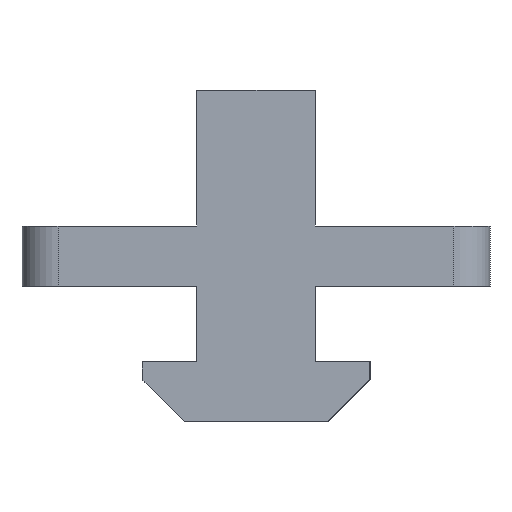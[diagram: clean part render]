
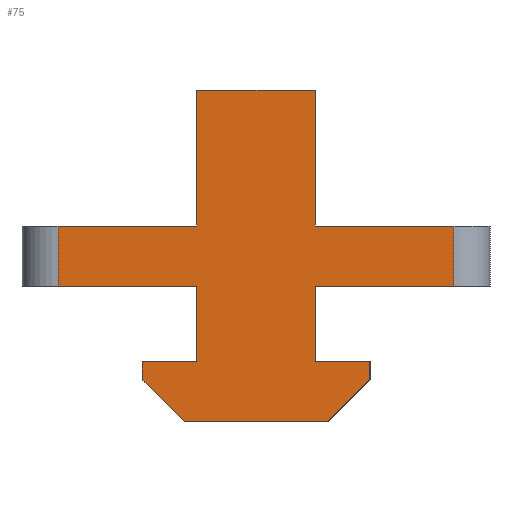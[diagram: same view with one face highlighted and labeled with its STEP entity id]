
A CAD part, left-side view. The second image highlights one B-rep face of the part: STEP entity #75.
In plain terms, the highlighted planar face has unit normal (-1, 0, 0).
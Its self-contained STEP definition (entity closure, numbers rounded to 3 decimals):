
#75=ADVANCED_FACE('',(#190),#191,.F.);
#190=FACE_OUTER_BOUND('',#354,.T.);
#191=PLANE('',#355);
#354=EDGE_LOOP('',(#518,#519,#520,#521,#522,#523,#524,#525,#526,#527,#528,#529,#530,#531,#532,#533,#534,#535));
#355=AXIS2_PLACEMENT_3D('',#536,#537,#538);
#518=ORIENTED_EDGE('',*,*,#964,.T.);
#519=ORIENTED_EDGE('',*,*,#965,.T.);
#520=ORIENTED_EDGE('',*,*,#966,.T.);
#521=ORIENTED_EDGE('',*,*,#967,.T.);
#522=ORIENTED_EDGE('',*,*,#968,.T.);
#523=ORIENTED_EDGE('',*,*,#969,.F.);
#524=ORIENTED_EDGE('',*,*,#970,.T.);
#525=ORIENTED_EDGE('',*,*,#971,.T.);
#526=ORIENTED_EDGE('',*,*,#972,.T.);
#527=ORIENTED_EDGE('',*,*,#973,.T.);
#528=ORIENTED_EDGE('',*,*,#974,.T.);
#529=ORIENTED_EDGE('',*,*,#975,.T.);
#530=ORIENTED_EDGE('',*,*,#976,.T.);
#531=ORIENTED_EDGE('',*,*,#977,.T.);
#532=ORIENTED_EDGE('',*,*,#978,.T.);
#533=ORIENTED_EDGE('',*,*,#979,.T.);
#534=ORIENTED_EDGE('',*,*,#980,.T.);
#535=ORIENTED_EDGE('',*,*,#981,.F.);
#536=CARTESIAN_POINT('',(0.0,0.0,0.0));
#537=DIRECTION('',(1.0,0.,0.0));
#538=DIRECTION('',(0.,1.0,0.));
#964=EDGE_CURVE('',#1146,#1147,#1148,.T.);
#965=EDGE_CURVE('',#1147,#1149,#1150,.T.);
#966=EDGE_CURVE('',#1149,#1151,#1152,.T.);
#967=EDGE_CURVE('',#1151,#1153,#1154,.T.);
#968=EDGE_CURVE('',#1153,#1155,#1156,.T.);
#969=EDGE_CURVE('',#1157,#1155,#1158,.F.);
#970=EDGE_CURVE('',#1157,#1159,#1160,.T.);
#971=EDGE_CURVE('',#1159,#1161,#1162,.T.);
#972=EDGE_CURVE('',#1161,#1163,#1164,.T.);
#973=EDGE_CURVE('',#1163,#1165,#1166,.T.);
#974=EDGE_CURVE('',#1165,#1167,#1168,.T.);
#975=EDGE_CURVE('',#1167,#1169,#1170,.T.);
#976=EDGE_CURVE('',#1169,#1171,#1172,.T.);
#977=EDGE_CURVE('',#1171,#1173,#1174,.T.);
#978=EDGE_CURVE('',#1173,#1175,#1176,.T.);
#979=EDGE_CURVE('',#1175,#1177,#1178,.T.);
#980=EDGE_CURVE('',#1177,#1179,#1180,.T.);
#981=EDGE_CURVE('',#1146,#1179,#1181,.F.);
#1146=VERTEX_POINT('',#1417);
#1147=VERTEX_POINT('',#1418);
#1148=LINE('',#1419,#1420);
#1149=VERTEX_POINT('',#1421);
#1150=LINE('',#1422,#1423);
#1151=VERTEX_POINT('',#1424);
#1152=LINE('',#1425,#1426);
#1153=VERTEX_POINT('',#1427);
#1154=LINE('',#1428,#1429);
#1155=VERTEX_POINT('',#1430);
#1156=LINE('',#1431,#1432);
#1157=VERTEX_POINT('',#1433);
#1158=LINE('',#1434,#1435);
#1159=VERTEX_POINT('',#1436);
#1160=LINE('',#1437,#1438);
#1161=VERTEX_POINT('',#1439);
#1162=LINE('',#1440,#1441);
#1163=VERTEX_POINT('',#1442);
#1164=LINE('',#1443,#1444);
#1165=VERTEX_POINT('',#1445);
#1166=LINE('',#1446,#1447);
#1167=VERTEX_POINT('',#1448);
#1168=LINE('',#1449,#1450);
#1169=VERTEX_POINT('',#1451);
#1170=LINE('',#1452,#1453);
#1171=VERTEX_POINT('',#1454);
#1172=LINE('',#1455,#1456);
#1173=VERTEX_POINT('',#1457);
#1174=LINE('',#1458,#1459);
#1175=VERTEX_POINT('',#1460);
#1176=LINE('',#1461,#1462);
#1177=VERTEX_POINT('',#1463);
#1178=LINE('',#1464,#1465);
#1179=VERTEX_POINT('',#1466);
#1180=LINE('',#1467,#1468);
#1181=LINE('',#1469,#1470);
#1417=CARTESIAN_POINT('',(0.,-16.5,5.0));
#1418=CARTESIAN_POINT('',(0.,-4.95,5.0));
#1419=CARTESIAN_POINT('',(0.,-2.475,5.0));
#1420=VECTOR('',#1765,1.0);
#1421=CARTESIAN_POINT('',(0.,-4.95,16.3));
#1422=CARTESIAN_POINT('',(0.,-4.95,8.15));
#1423=VECTOR('',#1766,1.0);
#1424=CARTESIAN_POINT('',(0.,4.95,16.3));
#1425=CARTESIAN_POINT('',(0.,2.475,16.3));
#1426=VECTOR('',#1767,1.0);
#1427=CARTESIAN_POINT('',(0.,4.95,5.0));
#1428=CARTESIAN_POINT('',(0.,4.95,2.5));
#1429=VECTOR('',#1768,1.0);
#1430=CARTESIAN_POINT('',(0.,16.5,5.0));
#1431=CARTESIAN_POINT('',(0.,9.75,5.0));
#1432=VECTOR('',#1769,1.0);
#1433=CARTESIAN_POINT('',(0.,16.5,0.0));
#1434=CARTESIAN_POINT('',(0.,16.5,52.279));
#1435=VECTOR('',#1770,1.0);
#1436=CARTESIAN_POINT('',(0.,4.95,0.));
#1437=CARTESIAN_POINT('',(0.,2.475,0.));
#1438=VECTOR('',#1771,1.0);
#1439=CARTESIAN_POINT('',(0.,4.95,-6.3));
#1440=CARTESIAN_POINT('',(0.,4.95,-3.15));
#1441=VECTOR('',#1772,1.0);
#1442=CARTESIAN_POINT('',(0.,9.5,-6.3));
#1443=CARTESIAN_POINT('',(0.,4.75,-6.3));
#1444=VECTOR('',#1773,1.0);
#1445=CARTESIAN_POINT('',(0.,9.5,-7.8));
#1446=CARTESIAN_POINT('',(0.,9.5,-3.9));
#1447=VECTOR('',#1774,1.0);
#1448=CARTESIAN_POINT('',(0.,6.,-11.3));
#1449=CARTESIAN_POINT('',(0.,7.325,-9.975));
#1450=VECTOR('',#1775,1.0);
#1451=CARTESIAN_POINT('',(0.,-6.0,-11.3));
#1452=CARTESIAN_POINT('',(0.,-3.,-11.3));
#1453=VECTOR('',#1776,1.0);
#1454=CARTESIAN_POINT('',(0.,-9.5,-7.8));
#1455=CARTESIAN_POINT('',(0.,-9.075,-8.225));
#1456=VECTOR('',#1777,1.0);
#1457=CARTESIAN_POINT('',(0.,-9.5,-6.3));
#1458=CARTESIAN_POINT('',(0.,-9.5,-3.15));
#1459=VECTOR('',#1778,1.0);
#1460=CARTESIAN_POINT('',(0.,-4.95,-6.3));
#1461=CARTESIAN_POINT('',(0.,-2.475,-6.3));
#1462=VECTOR('',#1779,1.0);
#1463=CARTESIAN_POINT('',(0.,-4.95,0.));
#1464=CARTESIAN_POINT('',(0.,-4.95,0.));
#1465=VECTOR('',#1780,1.0);
#1466=CARTESIAN_POINT('',(0.,-16.5,0.));
#1467=CARTESIAN_POINT('',(0.,-9.75,0.));
#1468=VECTOR('',#1781,1.0);
#1469=CARTESIAN_POINT('',(0.,-16.5,-47.279));
#1470=VECTOR('',#1782,1.0);
#1765=DIRECTION('',(0.,1.0,0.));
#1766=DIRECTION('',(0.,0.,1.0));
#1767=DIRECTION('',(0.,1.0,0.));
#1768=DIRECTION('',(0.,0.,-1.0));
#1769=DIRECTION('',(0.,1.0,0.));
#1770=DIRECTION('',(0.0,0.,-1.0));
#1771=DIRECTION('',(0.,-1.0,0.));
#1772=DIRECTION('',(0.,0.,-1.0));
#1773=DIRECTION('',(0.,1.0,0.));
#1774=DIRECTION('',(0.,0.,-1.0));
#1775=DIRECTION('',(0.,-0.707,-0.707));
#1776=DIRECTION('',(0.,-1.0,0.));
#1777=DIRECTION('',(0.,-0.707,0.707));
#1778=DIRECTION('',(0.,0.,1.0));
#1779=DIRECTION('',(0.,1.0,0.));
#1780=DIRECTION('',(0.,0.,1.0));
#1781=DIRECTION('',(0.,-1.0,0.));
#1782=DIRECTION('',(0.0,0.,1.0));
